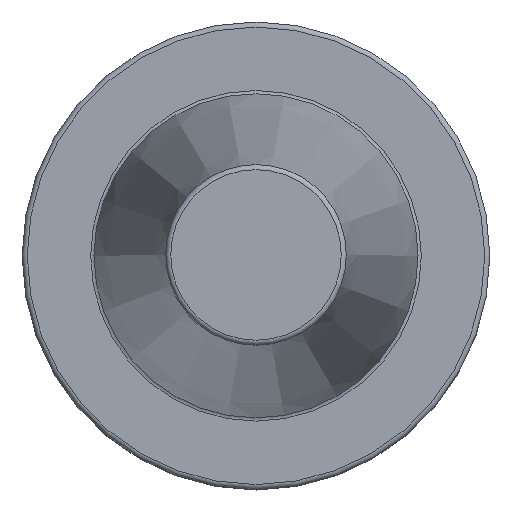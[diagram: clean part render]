
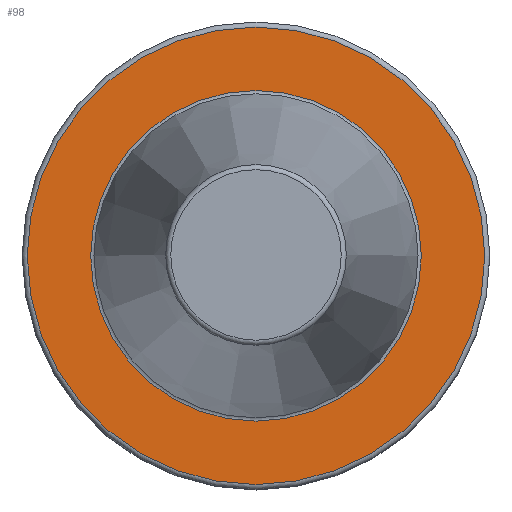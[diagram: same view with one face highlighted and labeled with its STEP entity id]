
A CAD part, top view. The second image highlights one B-rep face of the part: STEP entity #98.
In plain terms, the highlighted planar face has unit normal (0, 0, 1).
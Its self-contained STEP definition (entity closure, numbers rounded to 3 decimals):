
#73=FACE_BOUND('',#137,.T.);
#74=FACE_BOUND('',#138,.T.);
#98=ADVANCED_FACE('',(#73,#74),#108,.T.);
#108=PLANE('',#273);
#137=EDGE_LOOP('',(#175));
#138=EDGE_LOOP('',(#176));
#175=ORIENTED_EDGE('',*,*,#220,.T.);
#176=ORIENTED_EDGE('',*,*,#219,.F.);
#200=VERTEX_POINT('',#403);
#201=VERTEX_POINT('',#406);
#219=EDGE_CURVE('',#200,#200,#238,.T.);
#220=EDGE_CURVE('',#201,#201,#239,.T.);
#238=CIRCLE('',#270,22.49);
#239=CIRCLE('',#272,16.25);
#270=AXIS2_PLACEMENT_3D('',#402,#335,#336);
#272=AXIS2_PLACEMENT_3D('',#405,#339,#340);
#273=AXIS2_PLACEMENT_3D('',#407,#341,#342);
#335=DIRECTION('',(0.0,0.0,-1.0));
#336=DIRECTION('',(-1.0,0.0,0.0));
#339=DIRECTION('',(0.0,0.0,-1.0));
#340=DIRECTION('',(-1.0,0.0,0.0));
#341=DIRECTION('',(0.0,0.0,1.0));
#342=DIRECTION('',(1.0,0.0,0.0));
#402=CARTESIAN_POINT('',(0.0,0.0,-2.0));
#403=CARTESIAN_POINT('',(-22.49,0.0,-2.0));
#405=CARTESIAN_POINT('',(0.0,0.0,-2.0));
#406=CARTESIAN_POINT('',(-16.25,0.0,-2.0));
#407=CARTESIAN_POINT('',(0.0,22.49,-2.0));
